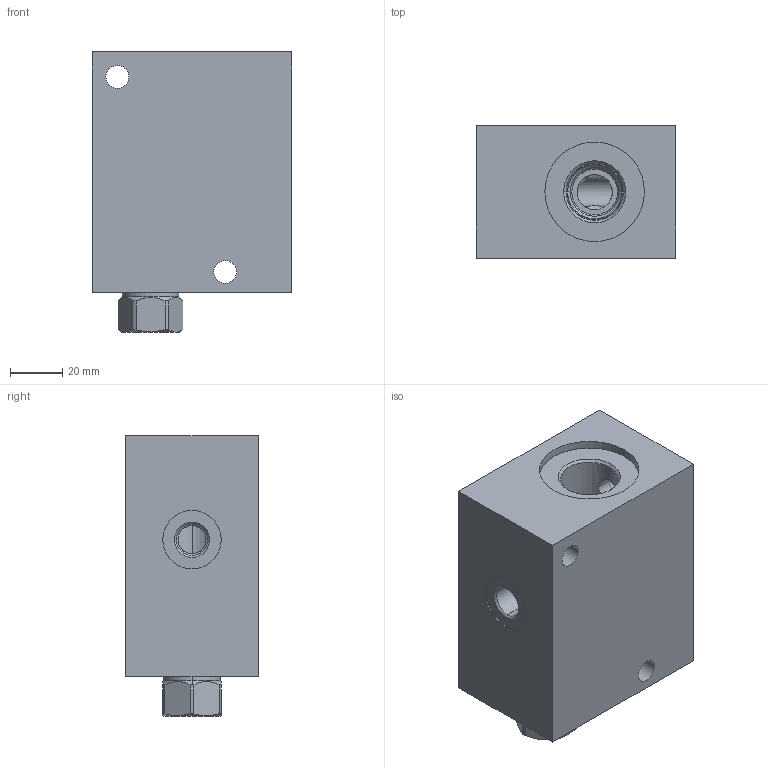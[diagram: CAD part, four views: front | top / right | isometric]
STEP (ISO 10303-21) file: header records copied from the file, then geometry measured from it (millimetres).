
FILE_DESCRIPTION((''),'2;1');
FILE_NAME('A2T_ASM','2020-09-28T',('ProEService'),(''),'PRO/ENGINEER BY PARAMETRIC TECHNOLOGY CORPORATION, 2014200','PRO/ENGINEER BY PARAMETRIC TECHNOLOGY CORPORATION, 2014200','');
FILE_SCHEMA(('CONFIG_CONTROL_DESIGN'));
Length unit declared in the file: inch
Products named in the file (3): 174-485-007; CXDAXCN; A2T_ASM
Assembly tree (2 placements, depth 2):
  A2T_ASM
    174-485-007
    CXDAXCN
Bounding box: 76.2 x 50.8 x 107.16 mm (x, y, z)
Volume: 320129.7 mm3; surface area: 48852.4 mm2
Topology: 4 solids, 4 shells, 236 faces, 777 edges, 660 vertices
Faces by surface type: cylinder 105, cone 54, plane 36, torus 22, bspline 11, revolution 8
Entity records: 14376 total; most frequent: CARTESIAN_POINT 7716, DIRECTION 1383, ORIENTED_EDGE 1090, EDGE_CURVE 545, AXIS2_PLACEMENT_3D 482, VECTOR 411, LINE 411, VERTEX_POINT 332
